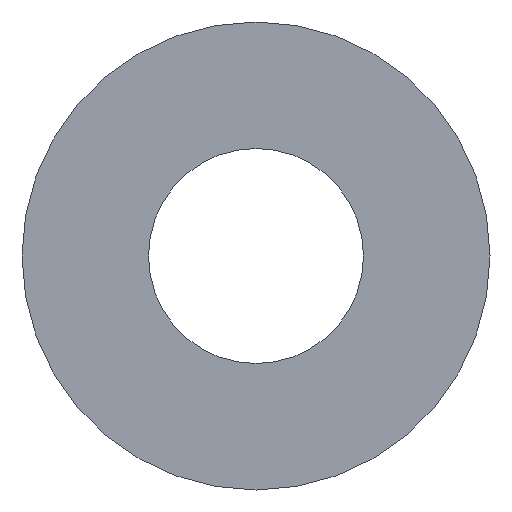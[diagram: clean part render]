
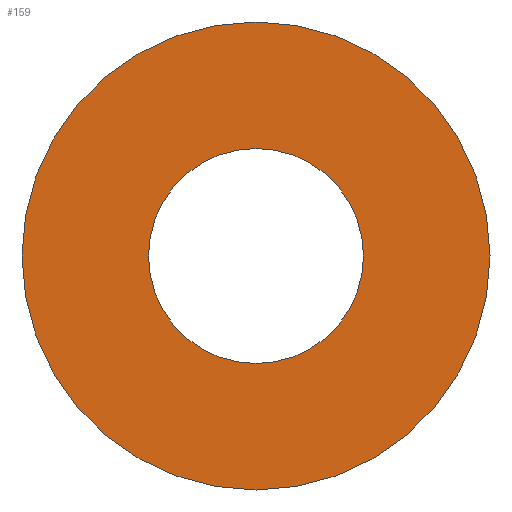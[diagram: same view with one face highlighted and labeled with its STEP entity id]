
A CAD part, front view. The second image highlights one B-rep face of the part: STEP entity #159.
In plain terms, the highlighted planar face has unit normal (0, -1, 0).
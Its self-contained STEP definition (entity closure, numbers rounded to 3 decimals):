
#5 = DIRECTION ( 'NONE',  ( 0., 0., 1. ) ) ;
#12 = CARTESIAN_POINT ( 'NONE',  ( 0., 0., 42.5 ) ) ;
#16 = CARTESIAN_POINT ( 'NONE',  ( 0., 0., -92.5 ) ) ;
#21 = AXIS2_PLACEMENT_3D ( 'NONE', #98, #120, #83 ) ;
#24 = FACE_BOUND ( 'NONE', #217, .T. ) ;
#33 = VERTEX_POINT ( 'NONE', #12 ) ;
#39 = VERTEX_POINT ( 'NONE', #16 ) ;
#42 = CIRCLE ( 'NONE', #102, 42.5 ) ;
#43 = DIRECTION ( 'NONE',  ( 0., 1., 0. ) ) ;
#49 = DIRECTION ( 'NONE',  ( 0., 1., 0. ) ) ;
#66 = CIRCLE ( 'NONE', #96, 42.5 ) ;
#82 = EDGE_CURVE ( 'NONE', #184, #33, #42, .T. ) ;
#83 = DIRECTION ( 'NONE',  ( 0., 0., 1. ) ) ;
#84 = CIRCLE ( 'NONE', #144, 92.5 ) ;
#85 = CARTESIAN_POINT ( 'NONE',  ( 0., 0., 92.5 ) ) ;
#96 = AXIS2_PLACEMENT_3D ( 'NONE', #137, #197, #103 ) ;
#97 = EDGE_CURVE ( 'NONE', #39, #171, #192, .T. ) ;
#98 = CARTESIAN_POINT ( 'NONE',  ( 0., 0., 0. ) ) ;
#101 = DIRECTION ( 'NONE',  ( 0., 0., 1. ) ) ;
#102 = AXIS2_PLACEMENT_3D ( 'NONE', #141, #49, #245 ) ;
#103 = DIRECTION ( 'NONE',  ( 0., 0., 1. ) ) ;
#120 = DIRECTION ( 'NONE',  ( 0., 1., 0. ) ) ;
#122 = EDGE_CURVE ( 'NONE', #171, #39, #84, .T. ) ;
#127 = ORIENTED_EDGE ( 'NONE', *, *, #97, .F. ) ;
#137 = CARTESIAN_POINT ( 'NONE',  ( 0., 0., 0. ) ) ;
#141 = CARTESIAN_POINT ( 'NONE',  ( 0., 0., 0. ) ) ;
#144 = AXIS2_PLACEMENT_3D ( 'NONE', #180, #43, #5 ) ;
#159 = ADVANCED_FACE ( 'NONE', ( #242, #24 ), #179, .F. ) ;
#170 = EDGE_LOOP ( 'NONE', ( #127, #229 ) ) ;
#171 = VERTEX_POINT ( 'NONE', #85 ) ;
#179 = PLANE ( 'NONE',  #21 ) ;
#180 = CARTESIAN_POINT ( 'NONE',  ( 0., 0., 0. ) ) ;
#182 = ORIENTED_EDGE ( 'NONE', *, *, #82, .T. ) ;
#184 = VERTEX_POINT ( 'NONE', #194 ) ;
#192 = CIRCLE ( 'NONE', #204, 92.5 ) ;
#194 = CARTESIAN_POINT ( 'NONE',  ( 0., 0., -42.5 ) ) ;
#197 = DIRECTION ( 'NONE',  ( 0., 1., 0. ) ) ;
#204 = AXIS2_PLACEMENT_3D ( 'NONE', #220, #221, #101 ) ;
#212 = EDGE_CURVE ( 'NONE', #33, #184, #66, .T. ) ;
#217 = EDGE_LOOP ( 'NONE', ( #182, #235 ) ) ;
#220 = CARTESIAN_POINT ( 'NONE',  ( 0., 0., 0. ) ) ;
#221 = DIRECTION ( 'NONE',  ( 0., 1., 0. ) ) ;
#229 = ORIENTED_EDGE ( 'NONE', *, *, #122, .F. ) ;
#235 = ORIENTED_EDGE ( 'NONE', *, *, #212, .T. ) ;
#242 = FACE_OUTER_BOUND ( 'NONE', #170, .T. ) ;
#245 = DIRECTION ( 'NONE',  ( 0., 0., 1. ) ) ;
